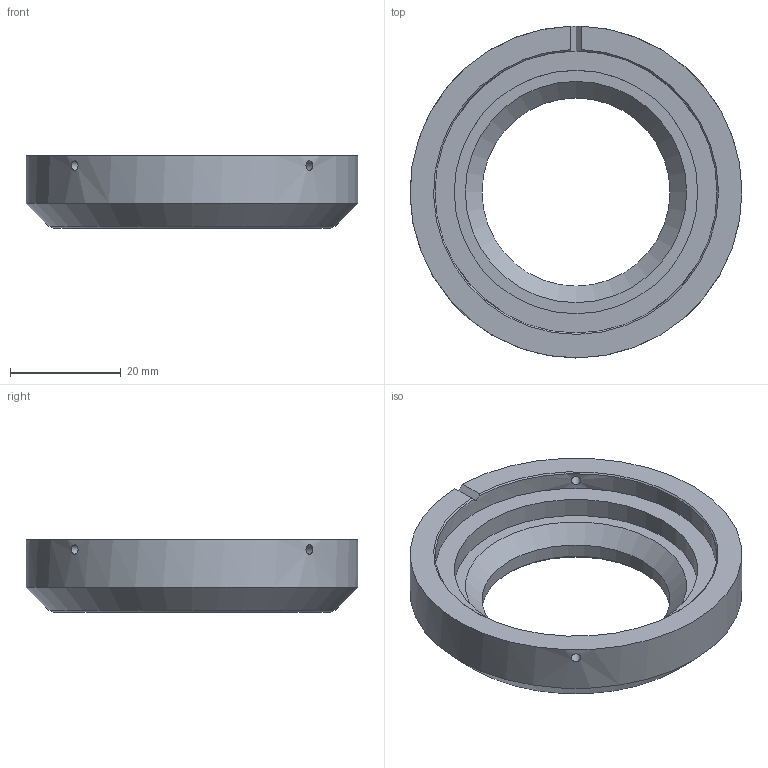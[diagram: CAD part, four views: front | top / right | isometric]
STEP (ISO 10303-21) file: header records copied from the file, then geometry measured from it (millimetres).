
FILE_DESCRIPTION(('HOOPS Exchange Step'),'2;1');
FILE_NAME('temp_export','2023-06-26T21:21:25+20:00',('gmoua'),('Shapr3D Limited'),'HOOPS Exchange 2022.2','Shapr3D','Authorized');
FILE_SCHEMA( ('AUTOMOTIVE_DESIGN { 1 0 10303 214 1 1 1 1 }') );
Length unit declared in the file: millimetre
Products named in the file (1): M42-PENF Body
Bounding box: 60 x 60 x 13.05 mm (x, y, z)
Volume: 16482.5 mm3; surface area: 7355.1 mm2
Topology: 1 solids, 1 shells, 29 faces, 79 edges, 56 vertices
Faces by surface type: cylinder 11, plane 9, cone 9
Full cylindrical faces by diameter (mm): 1.4 x3, 1.7 x4, 34 x1, 44 x1, 51 x1, 60 x1
Entity records: 2126 total; most frequent: CARTESIAN_POINT 1323, DIRECTION 160, ORIENTED_EDGE 158, EDGE_CURVE 79, AXIS2_PLACEMENT_3D 69, VERTEX_POINT 56, EDGE_LOOP 43, FACE_BOUND 43
